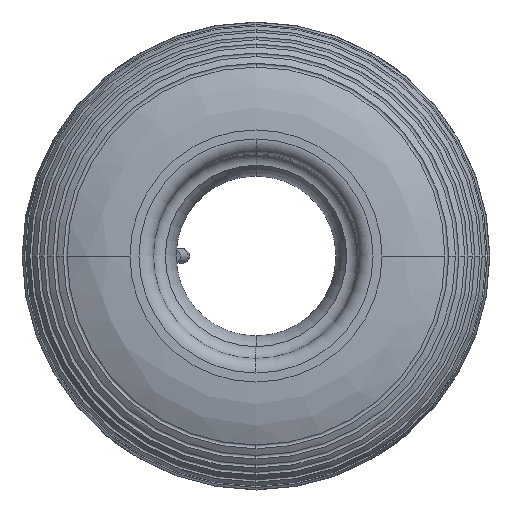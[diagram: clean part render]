
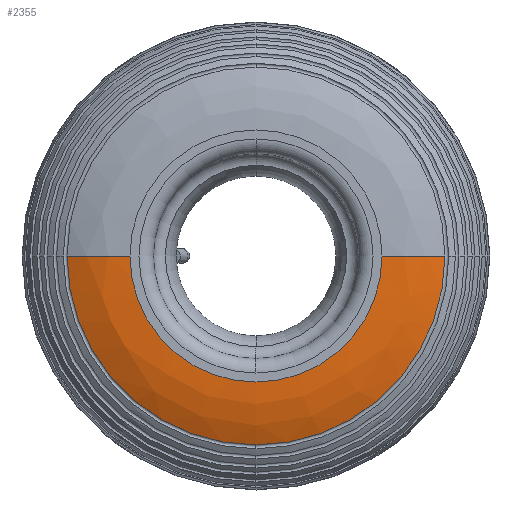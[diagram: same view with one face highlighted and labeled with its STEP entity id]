
A CAD part, left-side view. The second image highlights one B-rep face of the part: STEP entity #2355.
In plain terms, the highlighted free-form (B-spline) face has degree [3, 3] with [4, 4] control points.
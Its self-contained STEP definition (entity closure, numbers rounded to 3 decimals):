
#47 = CARTESIAN_POINT ( 'NONE',  ( -39.764, -94.663, -189.327 ) ) ;
#51 = VERTEX_POINT ( 'NONE', #897 ) ;
#79 = EDGE_CURVE ( 'NONE', #4189, #1649, #1766, .T. ) ;
#284 = VERTEX_POINT ( 'NONE', #4011 ) ;
#317 = CARTESIAN_POINT ( 'NONE',  ( -34.553, 104.935, 0. ) ) ;
#447 = CARTESIAN_POINT ( 'NONE',  ( -34.553, -104.935, 0. ) ) ;
#552 = CARTESIAN_POINT ( 'NONE',  ( -42.5, 70., 0. ) ) ;
#590 = CARTESIAN_POINT ( 'NONE',  ( -39.764, 94.663, 0. ) ) ;
#612 = CARTESIAN_POINT ( 'NONE',  ( -39.764, -94.663, 0. ) ) ;
#663 = CARTESIAN_POINT ( 'NONE',  ( -34.553, 0., 0. ) ) ;
#882 = CARTESIAN_POINT ( 'NONE',  ( -42.5, 70., 0. ) ) ;
#897 = CARTESIAN_POINT ( 'NONE',  ( -34.553, 104.935, 0. ) ) ;
#1000 = DIRECTION ( 'NONE',  ( 0., 0., 1. ) ) ;
#1215 = AXIS2_PLACEMENT_3D ( 'NONE', #663, #2381, #1321 ) ;
#1321 = DIRECTION ( 'NONE',  ( 0., 0., 1. ) ) ;
#1348 = ORIENTED_EDGE ( 'NONE', *, *, #3187, .F. ) ;
#1359 = ORIENTED_EDGE ( 'NONE', *, *, #79, .T. ) ;
#1431 = CARTESIAN_POINT ( 'NONE',  ( -42.5, 82.634, 0. ) ) ;
#1591 = CARTESIAN_POINT ( 'NONE',  ( -42.5, 70., -140. ) ) ;
#1649 = VERTEX_POINT ( 'NONE', #4086 ) ;
#1724 = DIRECTION ( 'NONE',  ( -1., 0., 0. ) ) ;
#1766 =( BOUNDED_CURVE ( )  B_SPLINE_CURVE ( 3, ( #3330, #612, #2831, #6049 ),
 .UNSPECIFIED., .F., .F. ) 
 B_SPLINE_CURVE_WITH_KNOTS ( ( 4, 4 ),
 ( 4.091, 4.712 ),
 .UNSPECIFIED. ) 
 CURVE ( )  GEOMETRIC_REPRESENTATION_ITEM ( )  RATIONAL_B_SPLINE_CURVE ( ( 1., 0.968, 0.968, 1. ) ) 
 REPRESENTATION_ITEM ( '' )  );
#1782 = EDGE_CURVE ( 'NONE', #284, #51, #6697, .T. ) ;
#1873 = CARTESIAN_POINT ( 'NONE',  ( -34.553, -104.935, 0. ) ) ;
#2010 = ORIENTED_EDGE ( 'NONE', *, *, #2178, .F. ) ;
#2133 = ORIENTED_EDGE ( 'NONE', *, *, #2748, .F. ) ;
#2178 = EDGE_CURVE ( 'NONE', #4189, #284, #6192, .T. ) ;
#2190 = AXIS2_PLACEMENT_3D ( 'NONE', #4708, #6808, #1000 ) ;
#2235 = CARTESIAN_POINT ( 'NONE',  ( -39.764, -94.663, 0. ) ) ;
#2355 = ADVANCED_FACE ( 'NONE', ( #6975 ), #5848, .F. ) ;
#2381 = DIRECTION ( 'NONE',  ( 1., 0., 0. ) ) ;
#2571 = CARTESIAN_POINT ( 'NONE',  ( -39.764, 94.663, 0. ) ) ;
#2664 = CARTESIAN_POINT ( 'NONE',  ( -34.553, -104.935, -209.87 ) ) ;
#2748 = EDGE_CURVE ( 'NONE', #6623, #1649, #5502, .T. ) ;
#2831 = CARTESIAN_POINT ( 'NONE',  ( -42.5, -82.634, 0. ) ) ;
#3014 = EDGE_LOOP ( 'NONE', ( #2010, #1359, #2133, #1348, #5301 ) ) ;
#3044 = CARTESIAN_POINT ( 'NONE',  ( -42.5, 70., 0. ) ) ;
#3187 = EDGE_CURVE ( 'NONE', #51, #6623, #4626, .T. ) ;
#3274 = CARTESIAN_POINT ( 'NONE',  ( -42.5, 82.634, -165.268 ) ) ;
#3330 = CARTESIAN_POINT ( 'NONE',  ( -34.553, -104.935, 0. ) ) ;
#3760 = CARTESIAN_POINT ( 'NONE',  ( -42.5, -70., -140. ) ) ;
#4011 = CARTESIAN_POINT ( 'NONE',  ( -34.553, 0., -104.935 ) ) ;
#4086 = CARTESIAN_POINT ( 'NONE',  ( -42.5, -70., 0. ) ) ;
#4189 = VERTEX_POINT ( 'NONE', #1873 ) ;
#4358 = AXIS2_PLACEMENT_3D ( 'NONE', #6129, #1724, #6157 ) ;
#4626 =( BOUNDED_CURVE ( )  B_SPLINE_CURVE ( 3, ( #317, #2571, #1431, #3044 ),
 .UNSPECIFIED., .F., .F. ) 
 B_SPLINE_CURVE_WITH_KNOTS ( ( 4, 4 ),
 ( 4.091, 4.712 ),
 .UNSPECIFIED. ) 
 CURVE ( )  GEOMETRIC_REPRESENTATION_ITEM ( )  RATIONAL_B_SPLINE_CURVE ( ( 1., 0.968, 0.968, 1. ) ) 
 REPRESENTATION_ITEM ( '' )  );
#4708 = CARTESIAN_POINT ( 'NONE',  ( -34.553, 0., 0. ) ) ;
#5301 = ORIENTED_EDGE ( 'NONE', *, *, #1782, .F. ) ;
#5351 = CARTESIAN_POINT ( 'NONE',  ( -34.553, 104.935, 0. ) ) ;
#5502 = CIRCLE ( 'NONE', #4358, 70. ) ;
#5848 =( BOUNDED_SURFACE ( )  B_SPLINE_SURFACE ( 3, 3, ( 
 ( #5351, #5991, #2664, #447 ),
 ( #590, #6447, #47, #2235 ),
 ( #6548, #3274, #5954, #6410 ),
 ( #552, #1591, #3760, #7020 ) ),
 .UNSPECIFIED., .F., .F., .F. ) 
 B_SPLINE_SURFACE_WITH_KNOTS ( ( 4, 4 ),
 ( 4, 4 ),
 ( 0., 1. ),
 ( 0., 1. ),
 .UNSPECIFIED. ) 
 GEOMETRIC_REPRESENTATION_ITEM ( )  RATIONAL_B_SPLINE_SURFACE ( (
 ( 1., 0.333, 0.333, 1.),
 ( 0.968, 0.323, 0.323, 0.968),
 ( 0.968, 0.323, 0.323, 0.968),
 ( 1., 0.333, 0.333, 1.) ) ) 
 REPRESENTATION_ITEM ( '' )  SURFACE ( )  );
#5954 = CARTESIAN_POINT ( 'NONE',  ( -42.5, -82.634, -165.268 ) ) ;
#5991 = CARTESIAN_POINT ( 'NONE',  ( -34.553, 104.935, -209.87 ) ) ;
#6049 = CARTESIAN_POINT ( 'NONE',  ( -42.5, -70., 0. ) ) ;
#6129 = CARTESIAN_POINT ( 'NONE',  ( -42.5, 0., 0. ) ) ;
#6157 = DIRECTION ( 'NONE',  ( 0., 0., 1. ) ) ;
#6192 = CIRCLE ( 'NONE', #1215, 104.935 ) ;
#6410 = CARTESIAN_POINT ( 'NONE',  ( -42.5, -82.634, 0. ) ) ;
#6447 = CARTESIAN_POINT ( 'NONE',  ( -39.764, 94.663, -189.327 ) ) ;
#6548 = CARTESIAN_POINT ( 'NONE',  ( -42.5, 82.634, 0. ) ) ;
#6623 = VERTEX_POINT ( 'NONE', #882 ) ;
#6697 = CIRCLE ( 'NONE', #2190, 104.935 ) ;
#6808 = DIRECTION ( 'NONE',  ( 1., 0., 0. ) ) ;
#6975 = FACE_OUTER_BOUND ( 'NONE', #3014, .T. ) ;
#7020 = CARTESIAN_POINT ( 'NONE',  ( -42.5, -70., 0. ) ) ;
